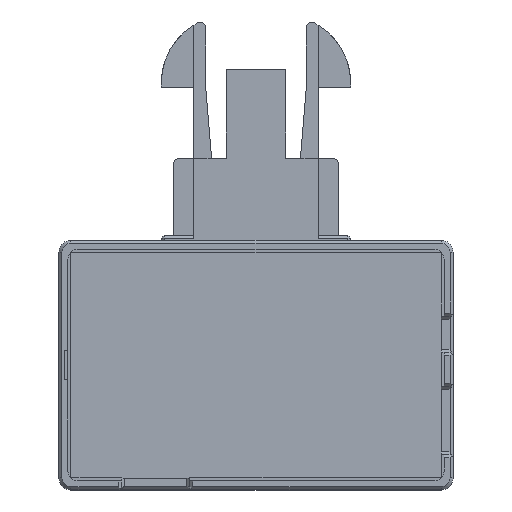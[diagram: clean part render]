
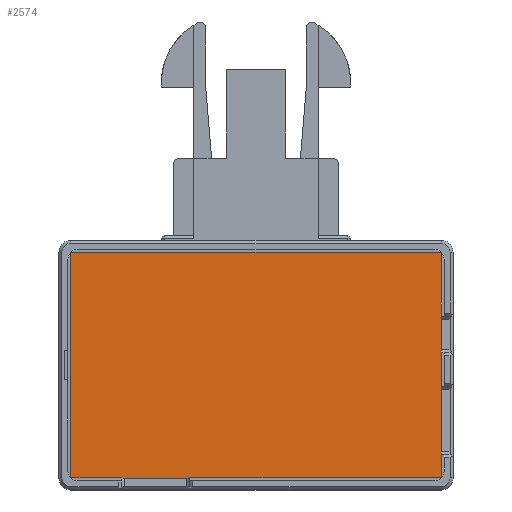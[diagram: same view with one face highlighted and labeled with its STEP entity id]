
A CAD part, top view. The second image highlights one B-rep face of the part: STEP entity #2574.
In plain terms, the highlighted planar face has unit normal (0, 0, 1).
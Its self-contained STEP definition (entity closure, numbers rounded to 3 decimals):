
#202=FACE_OUTER_BOUND('',#338,.T.);
#338=EDGE_LOOP('',(#2317,#2318,#2319,#2320));
#654=LINE('',#4120,#984);
#665=LINE('',#4142,#995);
#666=LINE('',#4145,#996);
#668=LINE('',#4148,#998);
#984=VECTOR('',#3382,10.);
#995=VECTOR('',#3409,10.);
#996=VECTOR('',#3412,10.);
#998=VECTOR('',#3416,10.);
#1223=VERTEX_POINT('',#4117);
#1224=VERTEX_POINT('',#4119);
#1227=VERTEX_POINT('',#4140);
#1228=VERTEX_POINT('',#4144);
#1578=EDGE_CURVE('',#1223,#1224,#654,.T.);
#1589=EDGE_CURVE('',#1227,#1223,#665,.T.);
#1590=EDGE_CURVE('',#1224,#1228,#666,.T.);
#1592=EDGE_CURVE('',#1228,#1227,#668,.T.);
#2317=ORIENTED_EDGE('',*,*,#1592,.F.);
#2318=ORIENTED_EDGE('',*,*,#1590,.F.);
#2319=ORIENTED_EDGE('',*,*,#1578,.F.);
#2320=ORIENTED_EDGE('',*,*,#1589,.F.);
#2438=PLANE('',#2746);
#2574=ADVANCED_FACE('',(#202),#2438,.F.);
#2746=AXIS2_PLACEMENT_3D('',#4149,#3417,#3418);
#3382=DIRECTION('',(-1.,0.,0.));
#3409=DIRECTION('',(0.,-1.,0.));
#3412=DIRECTION('',(0.,1.,0.));
#3416=DIRECTION('',(1.,0.,0.));
#3417=DIRECTION('center_axis',(0.,0.,-1.));
#3418=DIRECTION('ref_axis',(-1.,0.,0.));
#4117=CARTESIAN_POINT('',(134.45,-19.05,1.6));
#4119=CARTESIAN_POINT('',(71.95,-19.05,1.6));
#4120=CARTESIAN_POINT('',(134.45,-19.05,1.6));
#4140=CARTESIAN_POINT('',(134.45,19.05,1.6));
#4142=CARTESIAN_POINT('',(134.45,19.05,1.6));
#4144=CARTESIAN_POINT('',(71.95,19.05,1.6));
#4145=CARTESIAN_POINT('',(71.95,-19.05,1.6));
#4148=CARTESIAN_POINT('',(71.95,19.05,1.6));
#4149=CARTESIAN_POINT('Origin',(103.2,0.,1.6));
